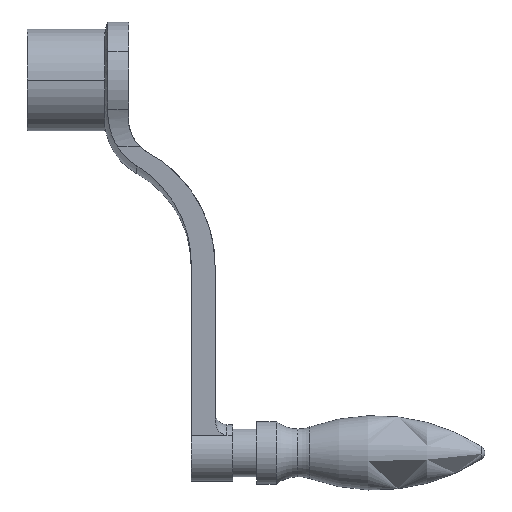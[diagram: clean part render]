
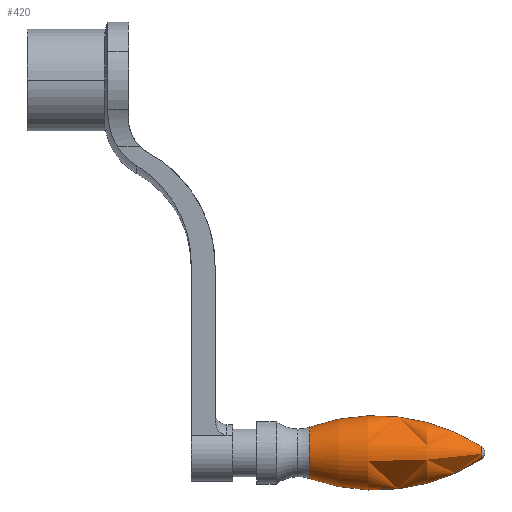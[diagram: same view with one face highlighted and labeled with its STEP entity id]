
A CAD part, left-side view. The second image highlights one B-rep face of the part: STEP entity #420.
In plain terms, the highlighted toroidal (fillet/blend) face has major radius 53.184 mm and minor radius 65.684 mm.
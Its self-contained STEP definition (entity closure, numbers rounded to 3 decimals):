
#236=EDGE_CURVE('',#542,#364,#664,.T.);
#288=EDGE_CURVE('',#542,#512,#720,.T.);
#316=EDGE_CURVE('',#394,#364,#749,.T.);
#364=VERTEX_POINT('',#799);
#394=VERTEX_POINT('',#830);
#420=ADVANCED_FACE('',(#859),#860,.T.);
#500=EDGE_CURVE('',#512,#394,#958,.T.);
#512=VERTEX_POINT('',#971);
#542=VERTEX_POINT('',#1005);
#664=CIRCLE('',#1133,8.695);
#720=CIRCLE('',#1236,65.684);
#749=CIRCLE('',#1278,65.684);
#799=CARTESIAN_POINT('',(0.,-94.856,-116.305));
#830=CARTESIAN_POINT('',(0.,-152.35,-122.896));
#859=FACE_OUTER_BOUND('',#1496,.T.);
#860=TOROIDAL_SURFACE('',#1497,-53.184,65.684);
#958=CIRCLE('',#1615,2.104);
#971=CARTESIAN_POINT('',(0.,-152.35,-127.104));
#1005=CARTESIAN_POINT('',(0.,-94.856,-133.695));
#1133=AXIS2_PLACEMENT_3D('',#1873,#1874,#1875);
#1236=AXIS2_PLACEMENT_3D('',#1939,#1940,#1941);
#1278=AXIS2_PLACEMENT_3D('',#1971,#1972,#1973);
#1496=EDGE_LOOP('',(#2074,#2075,#2076,#2077));
#1497=AXIS2_PLACEMENT_3D('',#2078,#2079,#2080);
#1615=AXIS2_PLACEMENT_3D('',#2260,#2261,#2262);
#1873=CARTESIAN_POINT('',(0.,-94.856,-125.0));
#1874=DIRECTION('',(0.0,1.0,0.0));
#1875=DIRECTION('',(0.,0.0,-1.0));
#1939=CARTESIAN_POINT('',(0.,-116.887,-71.816));
#1940=DIRECTION('',(-1.0,-0.0,0.));
#1941=DIRECTION('',(0.,0.0,-1.0));
#1971=CARTESIAN_POINT('',(0.,-116.887,-178.184));
#1972=DIRECTION('',(-1.0,-0.0,0.));
#1973=DIRECTION('',(0.,0.0,1.0));
#2074=ORIENTED_EDGE('',*,*,#316,.T.);
#2075=ORIENTED_EDGE('',*,*,#236,.F.);
#2076=ORIENTED_EDGE('',*,*,#288,.T.);
#2077=ORIENTED_EDGE('',*,*,#500,.T.);
#2078=CARTESIAN_POINT('',(0.,-116.887,-125.0));
#2079=DIRECTION('',(-0.0,1.0,0.0));
#2080=DIRECTION('',(0.,0.0,1.0));
#2260=CARTESIAN_POINT('',(0.,-152.35,-125.0));
#2261=DIRECTION('',(0.0,1.0,0.0));
#2262=DIRECTION('',(0.,0.0,-1.0));
